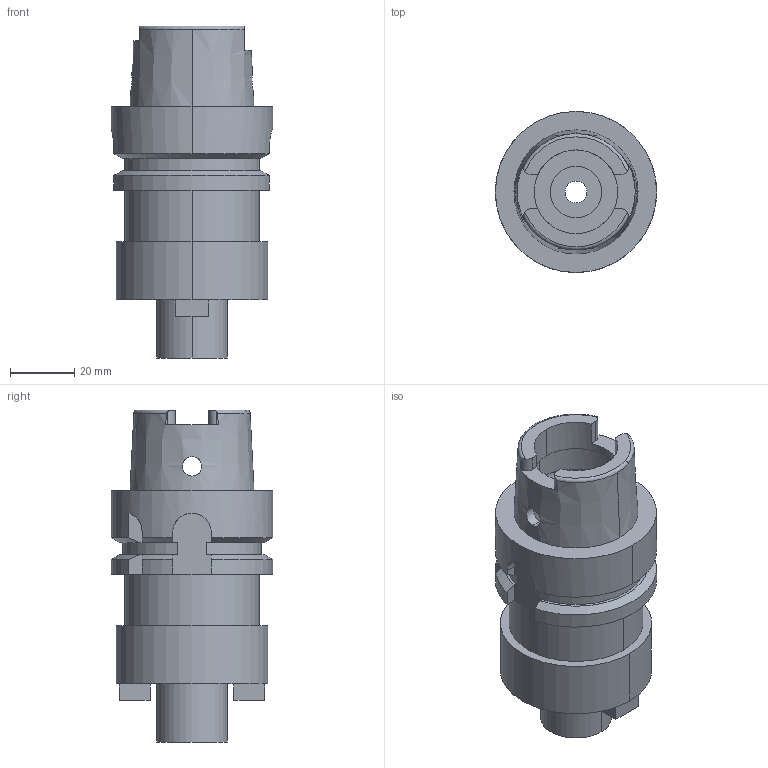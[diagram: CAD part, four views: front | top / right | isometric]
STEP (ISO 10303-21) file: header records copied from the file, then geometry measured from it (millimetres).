
FILE_DESCRIPTION((''),'2;1');
FILE_NAME('HSK-A50-FMH22-47-60','2018-03-02T',('ykawabe'),(''),'CREO PARAMETRIC BY PTC INC, 2016380','CREO PARAMETRIC BY PTC INC, 2016380','');
FILE_SCHEMA(('AUTOMOTIVE_DESIGN { 1 0 10303 214 1 1 1 1 }'));
Length unit declared in the file: millimetre
Products named in the file (1): HSK-A50-FMH22-47-60
Bounding box: 50 x 50 x 103 mm (x, y, z)
Volume: 107018.7 mm3; surface area: 23608.3 mm2
Topology: 1 solids, 1 shells, 107 faces, 297 edges, 199 vertices
Faces by surface type: plane 50, cylinder 43, cone 10, torus 4
Entity records: 4709 total; most frequent: CARTESIAN_POINT 891, DIRECTION 594, ORIENTED_EDGE 594, PRESENTATION_STYLE_ASSIGNMENT 302, STYLED_ITEM 302, CURVE_STYLE 301, EDGE_CURVE 297, AXIS2_PLACEMENT_3D 225
